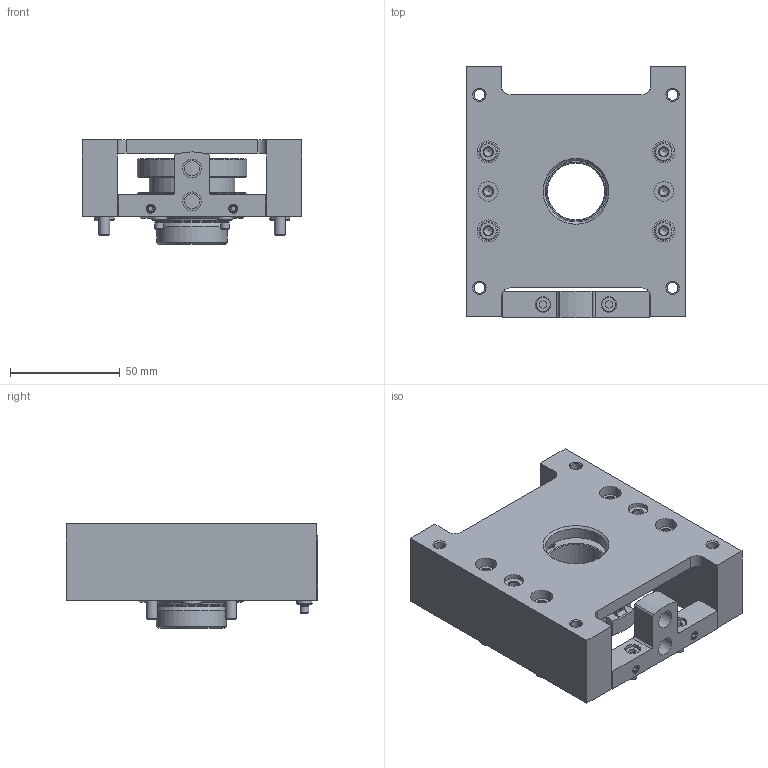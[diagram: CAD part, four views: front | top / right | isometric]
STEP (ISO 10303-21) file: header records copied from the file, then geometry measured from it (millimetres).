
FILE_DESCRIPTION(/* description */ ('STEP AP214'),/* implementation_level */ '2;1');
FILE_NAME(/* name */ '558394_EAPS-R1-32-S',/* time_stamp */ '2024-08-26T08:43:44+02:00',/* author */ ('License CC BY-ND 4.0'),/* organization */ ('CADENAS'),/* preprocessor_version */ 'ST-DEVELOPER v19.3',/* originating_system */ 'PARTsolutions',/* authorisation */ ' ');
FILE_SCHEMA (('AUTOMOTIVE_DESIGN {1 0 10303 214 3 1 1}'));
Length unit declared in the file: millimetre
Products named in the file (7): 558394 EAPS-R1-32-S; 558394 EAPS-R1-32-S_G; DIN-912 - M5x35(F); 8137184 ZBH-9-B; Aufnahme 3_A; Nocke262---(h); 558394 EAPS-R1-32-S---(H)
Assembly tree (11 placements, depth 2):
  558394 EAPS-R1-32-S
    558394 EAPS-R1-32-S_G
    DIN-912 - M5x35(F)  x4
    8137184 ZBH-9-B  x2
    Aufnahme 3_A
    Nocke262---(h)  x2
    558394 EAPS-R1-32-S---(H)
Bounding box: 100 x 114.5 x 47.55 mm (x, y, z)
Volume: 200573.1 mm3; surface area: 66057.1 mm2
Topology: 11 solids, 11 shells, 421 faces, 970 edges, 602 vertices
Faces by surface type: plane 204, cylinder 110, cone 99, torus 8
Full cylindrical faces by diameter (mm): 2.459 x2, 3.242 x2, 4 x4, 4.134 x2, 4.917 x4, 5 x4, 5.2 x4, 5.5 x4, 5.8 x2, 6.917 x2, 7 x4, 8.5 x6, 9 x4, 10 x4, 26 x1, 28 x1, 29.7 x1, 32 x1, 39 x1, 45 x2, 50 x2
Entity records: 7987 total; most frequent: CARTESIAN_POINT 1478, DIRECTION 1350, ORIENTED_EDGE 1122, EDGE_CURVE 561, AXIS2_PLACEMENT_3D 540, FACE_BOUND 455, EDGE_LOOP 448, VERTEX_POINT 418
